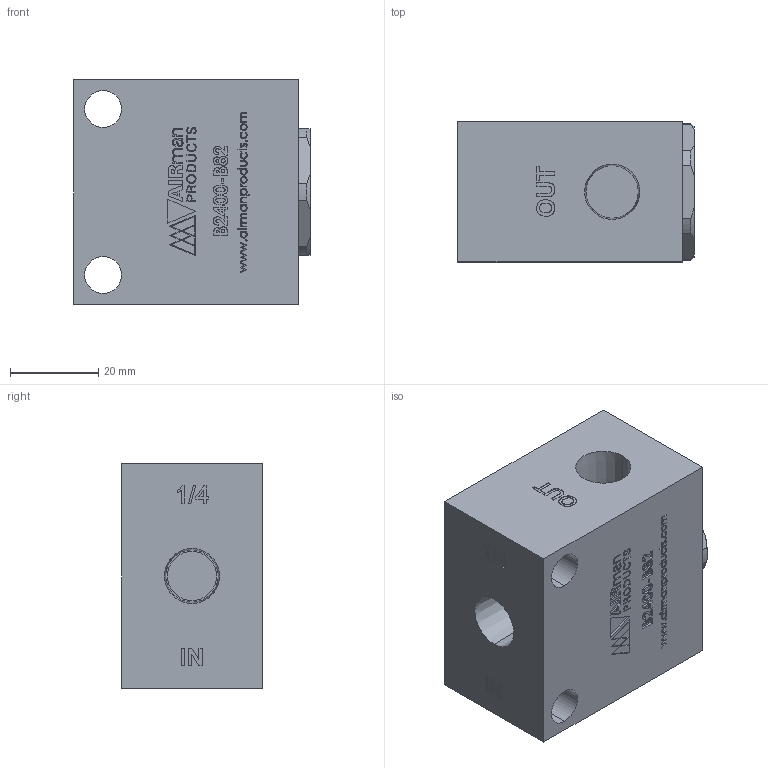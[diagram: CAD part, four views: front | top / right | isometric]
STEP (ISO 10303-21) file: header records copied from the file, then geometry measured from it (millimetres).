
FILE_DESCRIPTION (( 'STEP AP214' ), '1' );
FILE_NAME ('B2400-B82-QUICK-EXHAUST-.25-NPT.STEP', '2021-07-30T11:41:30', ( '' ), ( '' ), 'SwSTEP 2.0', 'SolidWorks 2018', '' );
FILE_SCHEMA (( 'AUTOMOTIVE_DESIGN' ));
Length unit declared in the file: inch
Products named in the file (1): B2400-B82-QUICK-EXHAUST-.25-NPT
Bounding box: 53.47 x 31.75 x 50.8 mm (x, y, z)
Volume: 74976 mm3; surface area: 15470.3 mm2
Topology: 1 solids, 1 shells, 1477 faces, 3924 edges, 2616 vertices
Faces by surface type: plane 873, bspline 578, cylinder 14, cone 12
Entity records: 90637 total; most frequent: CARTESIAN_POINT 38572, ORIENTED_EDGE 7848, DIRECTION 4602, EDGE_CURVE 3924, VECTOR 2710, LINE 2710, VERTEX_POINT 2616, EDGE_LOOP 1648
